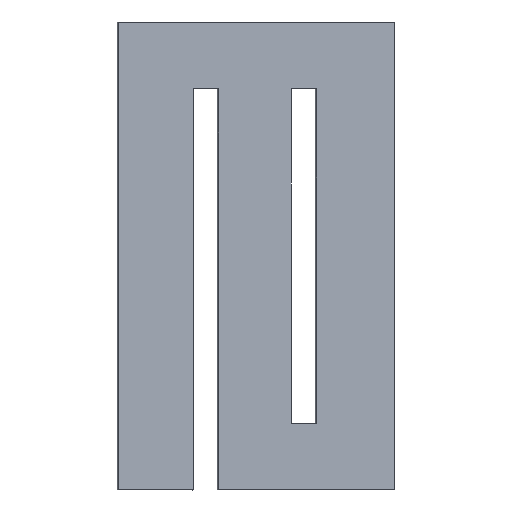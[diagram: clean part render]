
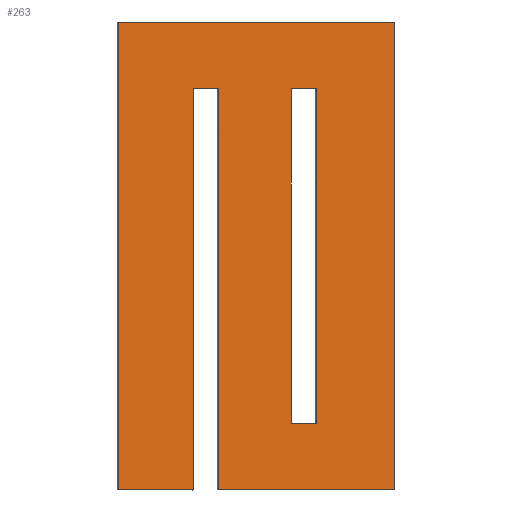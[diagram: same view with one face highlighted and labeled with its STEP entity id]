
A CAD part, top view. The second image highlights one B-rep face of the part: STEP entity #263.
In plain terms, the highlighted planar face has unit normal (0.116, 0, 0.993).
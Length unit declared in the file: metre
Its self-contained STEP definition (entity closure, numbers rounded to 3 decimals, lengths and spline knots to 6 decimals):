
#24=ORIENTED_EDGE('',*,*,#96,.F.);
#25=ORIENTED_EDGE('',*,*,#97,.F.);
#26=ORIENTED_EDGE('',*,*,#98,.F.);
#27=ORIENTED_EDGE('',*,*,#99,.F.);
#28=ORIENTED_EDGE('',*,*,#100,.T.);
#29=ORIENTED_EDGE('',*,*,#101,.T.);
#30=ORIENTED_EDGE('',*,*,#102,.T.);
#31=ORIENTED_EDGE('',*,*,#103,.T.);
#32=ORIENTED_EDGE('',*,*,#104,.T.);
#33=ORIENTED_EDGE('',*,*,#105,.T.);
#34=ORIENTED_EDGE('',*,*,#106,.T.);
#35=ORIENTED_EDGE('',*,*,#107,.T.);
#96=EDGE_CURVE('',#132,#133,#156,.T.);
#97=EDGE_CURVE('',#134,#132,#157,.T.);
#98=EDGE_CURVE('',#135,#134,#158,.T.);
#99=EDGE_CURVE('',#133,#135,#159,.T.);
#100=EDGE_CURVE('',#136,#137,#160,.T.);
#101=EDGE_CURVE('',#137,#138,#161,.T.);
#102=EDGE_CURVE('',#138,#139,#162,.T.);
#103=EDGE_CURVE('',#139,#140,#163,.T.);
#104=EDGE_CURVE('',#140,#141,#164,.T.);
#105=EDGE_CURVE('',#141,#142,#165,.T.);
#106=EDGE_CURVE('',#142,#143,#166,.T.);
#107=EDGE_CURVE('',#143,#136,#167,.T.);
#132=VERTEX_POINT('',#397);
#133=VERTEX_POINT('',#398);
#134=VERTEX_POINT('',#400);
#135=VERTEX_POINT('',#402);
#136=VERTEX_POINT('',#405);
#137=VERTEX_POINT('',#406);
#138=VERTEX_POINT('',#408);
#139=VERTEX_POINT('',#410);
#140=VERTEX_POINT('',#412);
#141=VERTEX_POINT('',#414);
#142=VERTEX_POINT('',#416);
#143=VERTEX_POINT('',#418);
#156=LINE('',#396,#192);
#157=LINE('',#399,#193);
#158=LINE('',#401,#194);
#159=LINE('',#403,#195);
#160=LINE('',#404,#196);
#161=LINE('',#407,#197);
#162=LINE('',#409,#198);
#163=LINE('',#411,#199);
#164=LINE('',#413,#200);
#165=LINE('',#415,#201);
#166=LINE('',#417,#202);
#167=LINE('',#419,#203);
#192=VECTOR('',#321,1.);
#193=VECTOR('',#322,1.);
#194=VECTOR('',#323,1.);
#195=VECTOR('',#324,1.);
#196=VECTOR('',#325,1.);
#197=VECTOR('',#326,1.);
#198=VECTOR('',#327,1.);
#199=VECTOR('',#328,1.);
#200=VECTOR('',#329,1.);
#201=VECTOR('',#330,1.);
#202=VECTOR('',#331,1.);
#203=VECTOR('',#332,1.);
#218=EDGE_LOOP('',(#24,#25,#26,#27));
#219=EDGE_LOOP('',(#28,#29,#30,#31,#32,#33,#34,#35));
#234=FACE_BOUND('',#218,.T.);
#235=FACE_BOUND('',#219,.T.);
#249=PLANE('',#290);
#263=ADVANCED_FACE('',(#234,#235),#249,.T.);
#290=AXIS2_PLACEMENT_3D('',#395,#319,#320);
#319=DIRECTION('',(0.116,0.,0.993));
#320=DIRECTION('',(0.993,0.,-0.116));
#321=DIRECTION('',(0.,1.,0.));
#322=DIRECTION('',(0.993,0.,-0.116));
#323=DIRECTION('',(0.,-1.,0.));
#324=DIRECTION('',(-0.993,0.,0.116));
#325=DIRECTION('',(0.,-1.,0.));
#326=DIRECTION('',(0.993,0.,-0.116));
#327=DIRECTION('',(0.,1.,0.));
#328=DIRECTION('',(-0.993,0.,0.116));
#329=DIRECTION('',(0.,-1.,0.));
#330=DIRECTION('',(0.993,0.,-0.116));
#331=DIRECTION('',(0.,1.,0.));
#332=DIRECTION('',(0.993,0.,-0.116));
#395=CARTESIAN_POINT('',(-0.195252,0.325877,0.032017));
#396=CARTESIAN_POINT('',(-0.266405,0.276648,0.0403));
#397=CARTESIAN_POINT('',(-0.266405,0.272002,0.0403));
#398=CARTESIAN_POINT('',(-0.266405,0.281293,0.0403));
#399=CARTESIAN_POINT('',(-0.266761,0.272002,0.040342));
#400=CARTESIAN_POINT('',(-0.267116,0.272002,0.040383));
#401=CARTESIAN_POINT('',(-0.267116,0.276648,0.040383));
#402=CARTESIAN_POINT('',(-0.267116,0.281293,0.040383));
#403=CARTESIAN_POINT('',(-0.266761,0.281293,0.040342));
#404=CARTESIAN_POINT('',(-0.269124,0.275722,0.040617));
#405=CARTESIAN_POINT('',(-0.269124,0.281293,0.040617));
#406=CARTESIAN_POINT('',(-0.269124,0.27015,0.040617));
#407=CARTESIAN_POINT('',(-0.266677,0.27015,0.040332));
#408=CARTESIAN_POINT('',(-0.264231,0.27015,0.040047));
#409=CARTESIAN_POINT('',(-0.264231,0.276651,0.040047));
#410=CARTESIAN_POINT('',(-0.264231,0.283152,0.040047));
#411=CARTESIAN_POINT('',(-0.268071,0.283152,0.040494));
#412=CARTESIAN_POINT('',(-0.271911,0.283152,0.040941));
#413=CARTESIAN_POINT('',(-0.271911,0.276649,0.040941));
#414=CARTESIAN_POINT('',(-0.271911,0.270146,0.040941));
#415=CARTESIAN_POINT('',(-0.270867,0.270146,0.04082));
#416=CARTESIAN_POINT('',(-0.269822,0.270146,0.040698));
#417=CARTESIAN_POINT('',(-0.269822,0.27572,0.040698));
#418=CARTESIAN_POINT('',(-0.269822,0.281293,0.040698));
#419=CARTESIAN_POINT('',(-0.269473,0.281293,0.040657));
